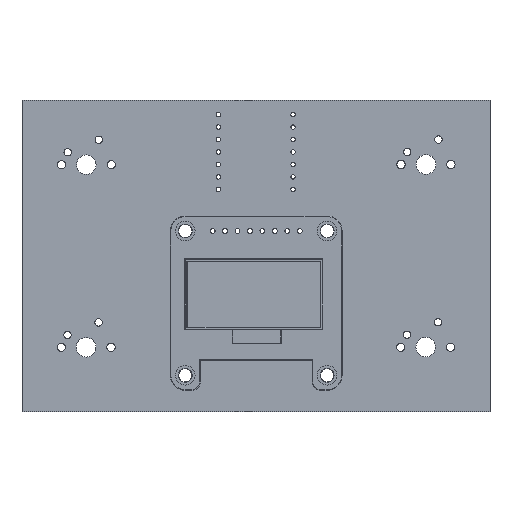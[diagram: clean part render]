
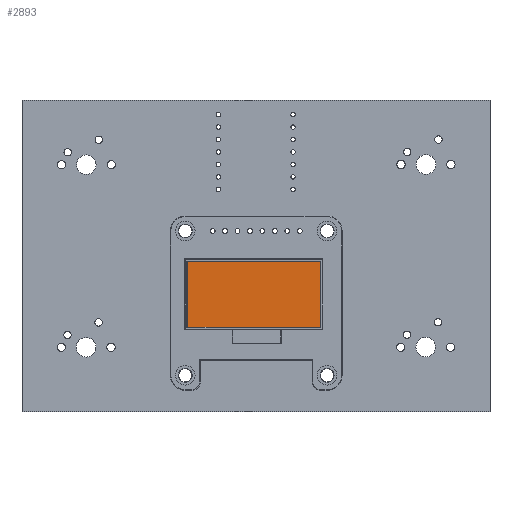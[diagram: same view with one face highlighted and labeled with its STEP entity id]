
A CAD part, top view. The second image highlights one B-rep face of the part: STEP entity #2893.
In plain terms, the highlighted planar face has unit normal (0, 0, 1).
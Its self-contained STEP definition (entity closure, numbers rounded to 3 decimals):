
#2802 = VERTEX_POINT('',#2803);
#2803 = CARTESIAN_POINT('',(21.98,-19.68,2.9));
#2809 = EDGE_CURVE('',#2802,#2810,#2812,.T.);
#2810 = VERTEX_POINT('',#2811);
#2811 = CARTESIAN_POINT('',(21.98,-6.2,2.9));
#2812 = LINE('',#2813,#2814);
#2813 = CARTESIAN_POINT('',(21.98,-19.68,2.9));
#2814 = VECTOR('',#2815,1.);
#2815 = DIRECTION('',(0.,1.,0.));
#2833 = EDGE_CURVE('',#2834,#2802,#2836,.T.);
#2834 = VERTEX_POINT('',#2835);
#2835 = CARTESIAN_POINT('',(-5.2,-19.68,2.9));
#2836 = LINE('',#2837,#2838);
#2837 = CARTESIAN_POINT('',(-5.2,-19.68,2.9));
#2838 = VECTOR('',#2839,1.);
#2839 = DIRECTION('',(1.,0.,0.));
#2857 = EDGE_CURVE('',#2858,#2810,#2860,.T.);
#2858 = VERTEX_POINT('',#2859);
#2859 = CARTESIAN_POINT('',(-5.2,-6.2,2.9));
#2860 = LINE('',#2861,#2862);
#2861 = CARTESIAN_POINT('',(-5.2,-6.2,2.9));
#2862 = VECTOR('',#2863,1.);
#2863 = DIRECTION('',(1.,0.,0.));
#2881 = EDGE_CURVE('',#2834,#2858,#2882,.T.);
#2882 = LINE('',#2883,#2884);
#2883 = CARTESIAN_POINT('',(-5.2,-19.68,2.9));
#2884 = VECTOR('',#2885,1.);
#2885 = DIRECTION('',(0.,1.,0.));
#2893 = ADVANCED_FACE('',(#2894),#2900,.T.);
#2894 = FACE_BOUND('',#2895,.T.);
#2895 = EDGE_LOOP('',(#2896,#2897,#2898,#2899));
#2896 = ORIENTED_EDGE('',*,*,#2881,.F.);
#2897 = ORIENTED_EDGE('',*,*,#2833,.T.);
#2898 = ORIENTED_EDGE('',*,*,#2809,.T.);
#2899 = ORIENTED_EDGE('',*,*,#2857,.F.);
#2900 = PLANE('',#2901);
#2901 = AXIS2_PLACEMENT_3D('',#2902,#2903,#2904);
#2902 = CARTESIAN_POINT('',(-5.2,-19.68,2.9));
#2903 = DIRECTION('',(0.,0.,1.));
#2904 = DIRECTION('',(1.,0.,-0.));
